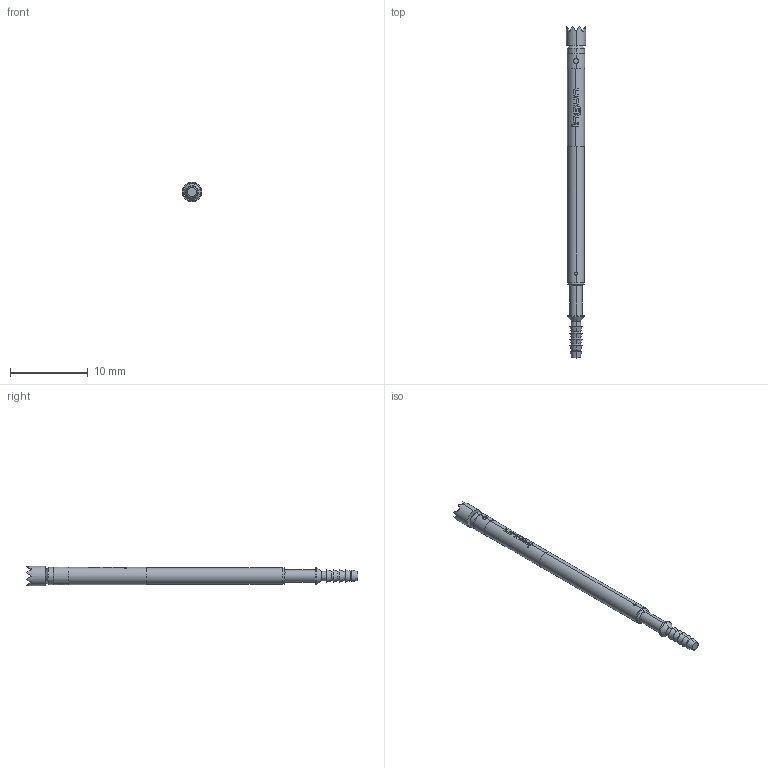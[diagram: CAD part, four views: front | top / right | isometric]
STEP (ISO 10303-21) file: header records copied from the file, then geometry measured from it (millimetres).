
FILE_DESCRIPTION (( 'STEP AP203' ), '1' );
FILE_NAME ('INGUN_PKS-220_206_250_A_xx02_B.STEP', '2022-03-03T13:35:37', ( 'ochi' ), ( '' ), 'SwSTEP 2.0', 'SolidWorks 2018', '' );
FILE_SCHEMA (( 'CONFIG_CONTROL_DESIGN' ));
Length unit declared in the file: millimetre
Products named in the file (1): INGUN_PKS-220_206_250_A_xx02_B
Bounding box: 2.5 x 42.7 x 2.5 mm (x, y, z)
Volume: 142.3 mm3; surface area: 296.1 mm2
Topology: 1 solids, 1 shells, 213 faces, 518 edges, 319 vertices
Faces by surface type: plane 104, cylinder 53, bspline 30, cone 18, torus 8
Entity records: 7744 total; most frequent: CARTESIAN_POINT 3322, ORIENTED_EDGE 1036, DIRECTION 698, EDGE_CURVE 518, VERTEX_POINT 319, AXIS2_PLACEMENT_3D 282, B_SPLINE_CURVE_WITH_KNOTS 254, EDGE_LOOP 225
